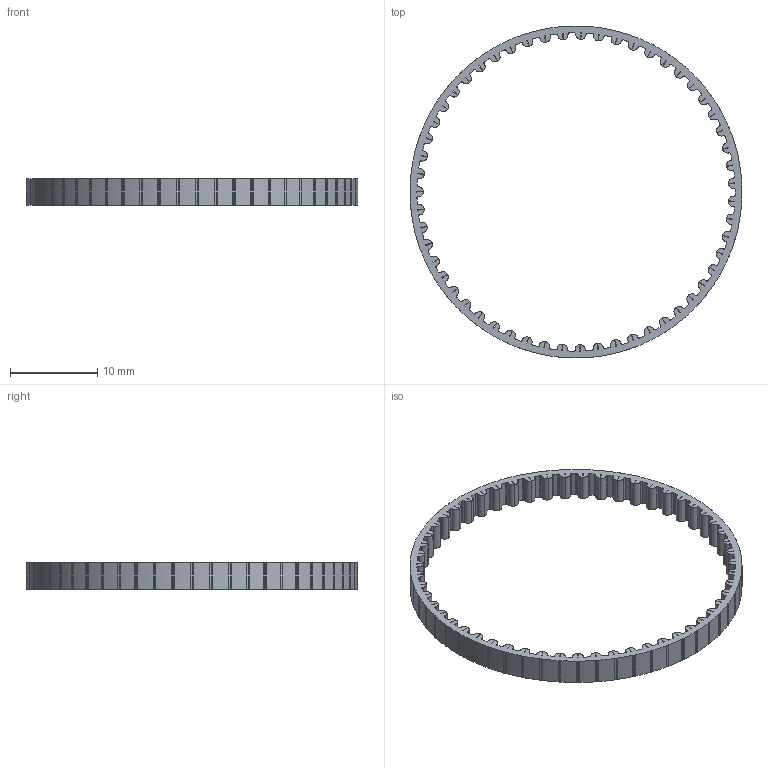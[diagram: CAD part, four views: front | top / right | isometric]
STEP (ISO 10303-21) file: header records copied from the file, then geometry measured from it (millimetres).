
FILE_DESCRIPTION(/* description */ (''),/* implementation_level */ '2;1');
FILE_NAME(/* name */ '30_Cube_Z_Focus_MGN_NEMA_timingbelt_38.5mmv3.ipt.step',/* time_stamp */ '2022-11-29T08:22:23+01:00',/* author */ ('diederichbenedict'),/* organization */ (''),/* preprocessor_version */ 'ST-DEVELOPER v18.1',/* originating_system */ 'Autodesk Inventor 2022',/* authorisation */ '');
FILE_SCHEMA (('AUTOMOTIVE_DESIGN { 1 0 10303 214 3 1 1 }'));
Length unit declared in the file: millimetre
Products named in the file (1): 30_Cube_Z_Focus_MGN_NEMA_timingbelt_38.5mmv3
Bounding box: 38.07 x 38.06 x 3 mm (x, y, z)
Volume: 390.3 mm3; surface area: 1357.4 mm2
Topology: 1 solids, 1 shells, 992 faces, 2970 edges, 1980 vertices
Faces by surface type: plane 497, cylinder 495
Entity records: 33755 total; most frequent: CARTESIAN_POINT 5948, DIRECTION 5946, ORIENTED_EDGE 5940, EDGE_CURVE 2970, AXIS2_PLACEMENT_3D 1983, LINE 1980, VECTOR 1980, VERTEX_POINT 1980
